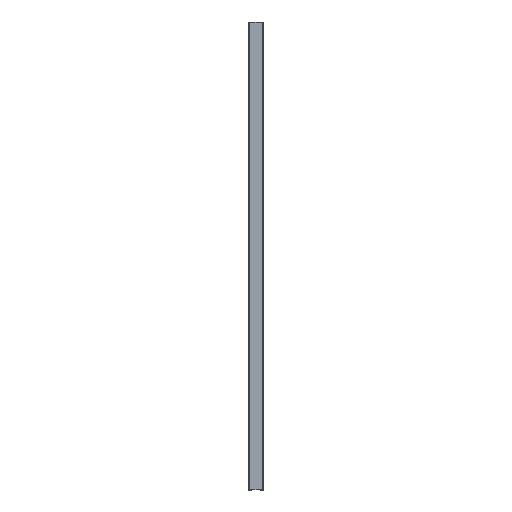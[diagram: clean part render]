
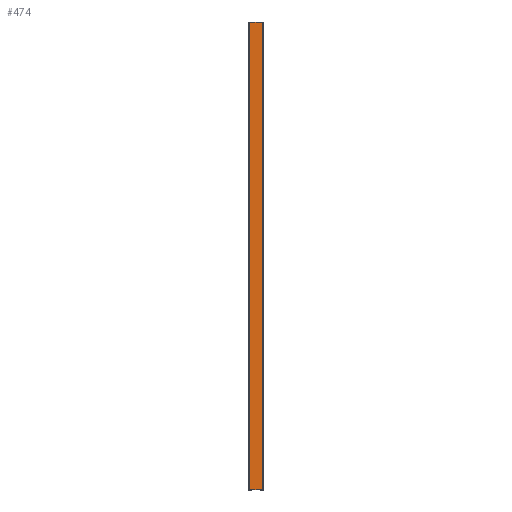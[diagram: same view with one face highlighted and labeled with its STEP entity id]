
A CAD part, top view. The second image highlights one B-rep face of the part: STEP entity #474.
In plain terms, the highlighted planar face has unit normal (0, 0, 1).
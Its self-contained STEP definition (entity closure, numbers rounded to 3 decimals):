
#474=ADVANCED_FACE('',(#971),#972,.T.);
#971=FACE_OUTER_BOUND('',#1497,.T.);
#972=PLANE('',#1498);
#1497=EDGE_LOOP('',(#2886,#2887,#2888,#2889));
#1498=AXIS2_PLACEMENT_3D('',#2890,#2891,#2892);
#2886=ORIENTED_EDGE('',*,*,#3542,.T.);
#2887=ORIENTED_EDGE('',*,*,#3668,.F.);
#2888=ORIENTED_EDGE('',*,*,#3404,.T.);
#2889=ORIENTED_EDGE('',*,*,#3666,.T.);
#2890=CARTESIAN_POINT('',(0.,1020.0,29.));
#2891=DIRECTION('',(0.0,0.0,1.0));
#2892=DIRECTION('',(-1.0,0.0,0.0));
#3404=EDGE_CURVE('',#4170,#4168,#4171,.T.);
#3542=EDGE_CURVE('',#4401,#4399,#4402,.T.);
#3666=EDGE_CURVE('',#4168,#4401,#4548,.T.);
#3668=EDGE_CURVE('',#4170,#4399,#4550,.T.);
#4168=VERTEX_POINT('',#5229);
#4170=VERTEX_POINT('',#5232);
#4171=LINE('',#5233,#5234);
#4399=VERTEX_POINT('',#5552);
#4401=VERTEX_POINT('',#5555);
#4402=LINE('',#5556,#5557);
#4548=LINE('',#5739,#5740);
#4550=LINE('',#5742,#5743);
#5229=CARTESIAN_POINT('',(-13.251,1020.0,29.));
#5232=CARTESIAN_POINT('',(13.251,1020.0,29.));
#5233=CARTESIAN_POINT('',(13.251,1020.0,29.));
#5234=VECTOR('',#6109,1.0);
#5552=CARTESIAN_POINT('',(13.251,0.0,29.));
#5555=CARTESIAN_POINT('',(-13.251,0.0,29.));
#5556=CARTESIAN_POINT('',(13.251,0.0,29.));
#5557=VECTOR('',#6267,1.0);
#5739=CARTESIAN_POINT('',(-13.251,1020.0,29.));
#5740=VECTOR('',#6415,1.0);
#5742=CARTESIAN_POINT('',(13.251,1020.0,29.));
#5743=VECTOR('',#6416,1.0);
#6109=DIRECTION('',(-1.0,0.0,0.0));
#6267=DIRECTION('',(1.0,0.0,0.0));
#6415=DIRECTION('',(0.0,-1.0,0.0));
#6416=DIRECTION('',(0.0,-1.0,0.0));
